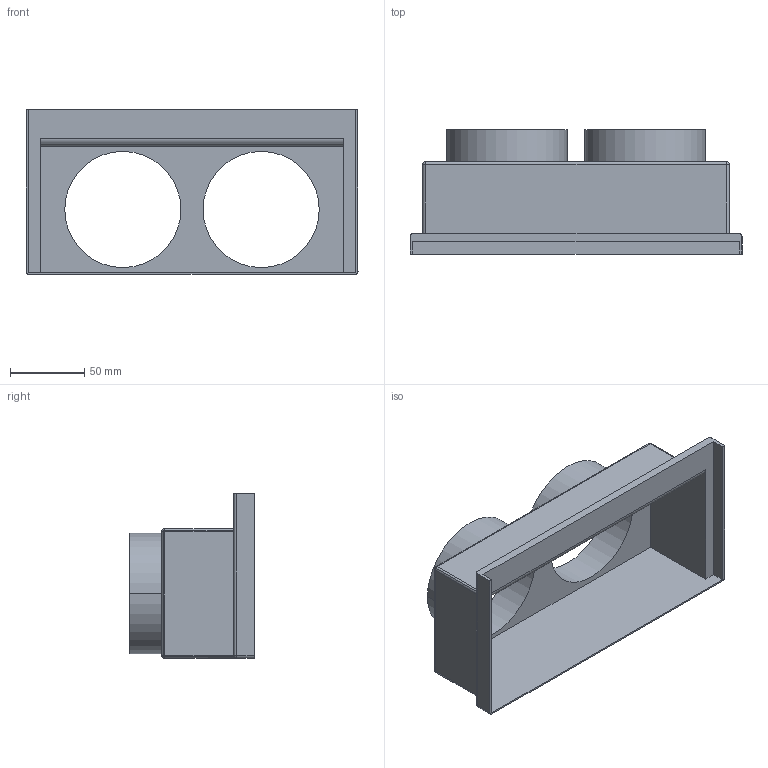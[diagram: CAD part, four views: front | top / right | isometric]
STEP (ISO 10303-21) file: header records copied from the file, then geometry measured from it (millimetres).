
FILE_DESCRIPTION(('Creo Elements/Direct Modeling STEP Export'),'2;1');
FILE_NAME('WS-75-A Blechadapter.stp','2020-02-19T14:54:46',(''),(''),'PTC Creo Elements/Direct Modeling STEP processor for AP214 (Solid Model)','PTC Creo Elements/Direct Modeling 19.0C 15-Aug-2015 (C) Parametric Technology GmbH','');
FILE_SCHEMA(('AUTOMOTIVE_DESIGN { 1 0 10303 214 1 1 1 1 }'));
Length unit declared in the file: millimetre
Products named in the file (2): WS-75-A_Blechadapter
Assembly tree (1 placements, depth 2):
  WS-75-A_Blechadapter
    WS-75-A_Blechadapter
Bounding box: 223 x 83.8 x 110.5 mm (x, y, z)
Volume: 98129.7 mm3; surface area: 120805.8 mm2
Topology: 1 solids, 1 shells, 49 faces, 121 edges, 70 vertices
Faces by surface type: cylinder 23, plane 20, sphere 6
Entity records: 1402 total; most frequent: DIRECTION 244, ORIENTED_EDGE 230, CARTESIAN_POINT 227, EDGE_CURVE 115, AXIS2_PLACEMENT_3D 87, VERTEX_POINT 70, VECTOR 70, LINE 70
